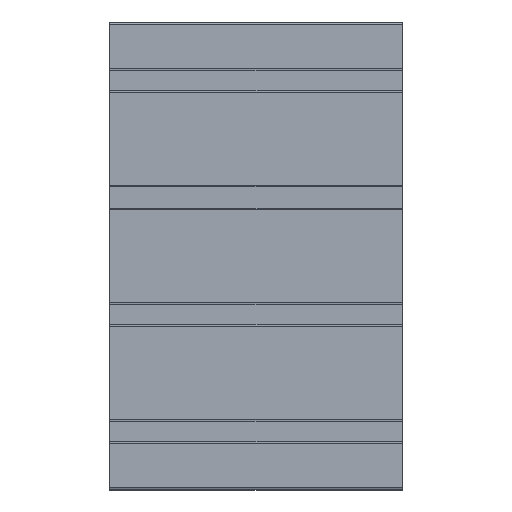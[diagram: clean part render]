
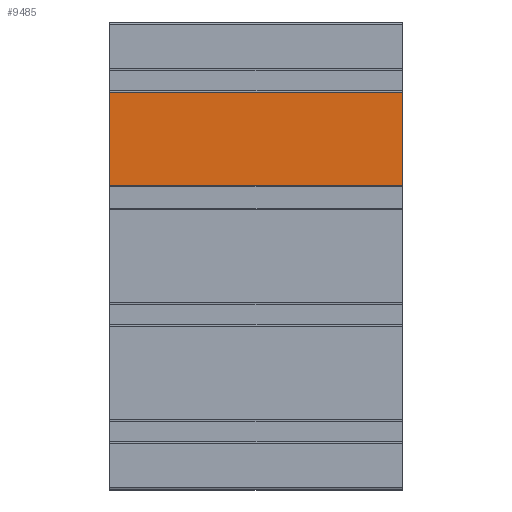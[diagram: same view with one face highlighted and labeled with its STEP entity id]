
A CAD part, left-side view. The second image highlights one B-rep face of the part: STEP entity #9485.
In plain terms, the highlighted planar face has unit normal (-1, 0, 0).
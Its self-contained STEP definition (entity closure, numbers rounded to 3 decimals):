
#257=PLANE('',#10397);
#700=FACE_OUTER_BOUND('',#1192,.T.);
#1192=EDGE_LOOP('',(#8092,#8093,#8094,#8095));
#2011=LINE('',#15490,#2981);
#2137=LINE('',#15851,#3107);
#2138=LINE('',#15854,#3108);
#2139=LINE('',#15855,#3109);
#2981=VECTOR('',#12643,10.);
#3107=VECTOR('',#12983,10.);
#3108=VECTOR('',#12986,10.);
#3109=VECTOR('',#12987,10.);
#4412=VERTEX_POINT('',#15487);
#4413=VERTEX_POINT('',#15489);
#4541=VERTEX_POINT('',#15849);
#4542=VERTEX_POINT('',#15853);
#5700=EDGE_CURVE('',#4412,#4413,#2011,.T.);
#5882=EDGE_CURVE('',#4412,#4541,#2137,.T.);
#5883=EDGE_CURVE('',#4542,#4541,#2138,.T.);
#5884=EDGE_CURVE('',#4413,#4542,#2139,.T.);
#8092=ORIENTED_EDGE('',*,*,#5882,.T.);
#8093=ORIENTED_EDGE('',*,*,#5883,.F.);
#8094=ORIENTED_EDGE('',*,*,#5884,.F.);
#8095=ORIENTED_EDGE('',*,*,#5700,.F.);
#9485=ADVANCED_FACE('',(#700),#257,.T.);
#10397=AXIS2_PLACEMENT_3D('',#15852,#12984,#12985);
#12643=DIRECTION('',(0.,0.,-1.));
#12983=DIRECTION('',(0.,1.,0.));
#12984=DIRECTION('center_axis',(-1.,0.,0.));
#12985=DIRECTION('ref_axis',(0.,0.,1.));
#12986=DIRECTION('',(0.,0.,1.));
#12987=DIRECTION('',(0.,1.,0.));
#15487=CARTESIAN_POINT('',(-140.,-50.,55.9));
#15489=CARTESIAN_POINT('',(-140.,-50.,24.1));
#15490=CARTESIAN_POINT('',(-140.,-50.,24.1));
#15849=CARTESIAN_POINT('',(-140.,50.,55.9));
#15851=CARTESIAN_POINT('',(-140.,0.,55.9));
#15852=CARTESIAN_POINT('Origin',(-140.,0.,24.1));
#15853=CARTESIAN_POINT('',(-140.,50.,24.1));
#15854=CARTESIAN_POINT('',(-140.,50.,24.1));
#15855=CARTESIAN_POINT('',(-140.,0.,24.1));
